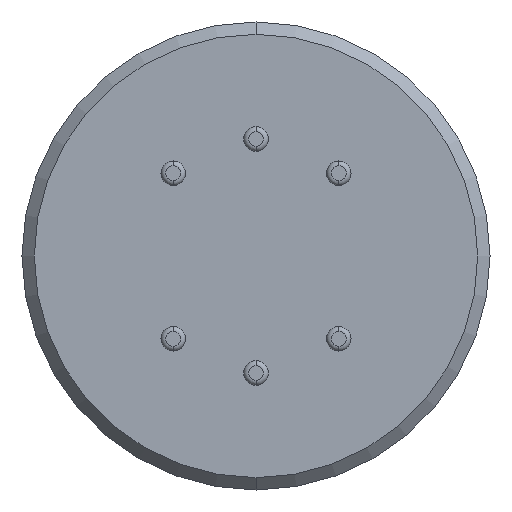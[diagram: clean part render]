
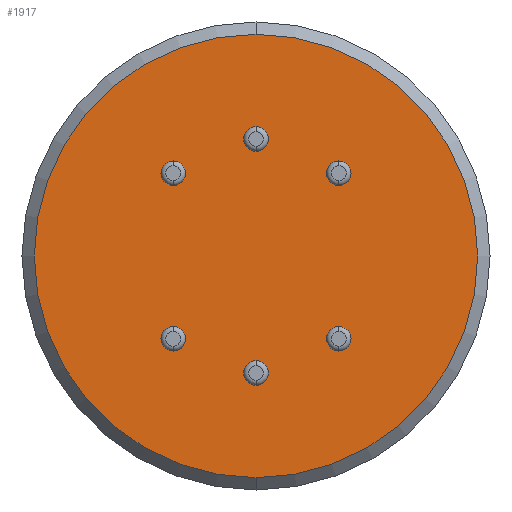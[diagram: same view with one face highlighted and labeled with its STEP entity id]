
A CAD part, front view. The second image highlights one B-rep face of the part: STEP entity #1917.
In plain terms, the highlighted planar face has unit normal (0, -1, 0).
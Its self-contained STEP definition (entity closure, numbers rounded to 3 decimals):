
#26 = CARTESIAN_POINT ( 'NONE',  ( 0., 0., -4.75 ) ) ;
#47 = CARTESIAN_POINT ( 'NONE',  ( -3.359, 0., 3.859 ) ) ;
#62 = CIRCLE ( 'NONE', #1361, 0.5 ) ;
#71 = CIRCLE ( 'NONE', #724, 0.5 ) ;
#83 = EDGE_CURVE ( 'NONE', #1238, #312, #1078, .T. ) ;
#94 = VERTEX_POINT ( 'NONE', #189 ) ;
#111 = CARTESIAN_POINT ( 'NONE',  ( 0., 0., -5.25 ) ) ;
#122 = FACE_BOUND ( 'NONE', #965, .T. ) ;
#127 = CIRCLE ( 'NONE', #1806, 0.5 ) ;
#179 = CARTESIAN_POINT ( 'NONE',  ( 3.359, 0., -3.359 ) ) ;
#185 = DIRECTION ( 'NONE',  ( 0., -1., 0. ) ) ;
#189 = CARTESIAN_POINT ( 'NONE',  ( 3.359, 0., 3.859 ) ) ;
#217 = CIRCLE ( 'NONE', #1548, 0.5 ) ;
#223 = ORIENTED_EDGE ( 'NONE', *, *, #514, .T. ) ;
#230 = DIRECTION ( 'NONE',  ( 0., -1., 0. ) ) ;
#245 = DIRECTION ( 'NONE',  ( 0., 0., 1. ) ) ;
#248 = VERTEX_POINT ( 'NONE', #1888 ) ;
#255 = AXIS2_PLACEMENT_3D ( 'NONE', #266, #734, #245 ) ;
#257 = CARTESIAN_POINT ( 'NONE',  ( -3.359, 0., -3.359 ) ) ;
#258 = DIRECTION ( 'NONE',  ( 0., 0., 1. ) ) ;
#266 = CARTESIAN_POINT ( 'NONE',  ( 0., 0., 0. ) ) ;
#294 = DIRECTION ( 'NONE',  ( 0., 0., 1. ) ) ;
#297 = ORIENTED_EDGE ( 'NONE', *, *, #83, .F. ) ;
#300 = EDGE_CURVE ( 'NONE', #1570, #248, #345, .T. ) ;
#305 = FACE_BOUND ( 'NONE', #1313, .T. ) ;
#312 = VERTEX_POINT ( 'NONE', #47 ) ;
#345 = CIRCLE ( 'NONE', #829, 0.5 ) ;
#349 = CIRCLE ( 'NONE', #531, 0.5 ) ;
#354 = ORIENTED_EDGE ( 'NONE', *, *, #1251, .T. ) ;
#359 = EDGE_LOOP ( 'NONE', ( #445, #1722 ) ) ;
#362 = CARTESIAN_POINT ( 'NONE',  ( 0., 0., -4.75 ) ) ;
#382 = CARTESIAN_POINT ( 'NONE',  ( 0., 0., -9. ) ) ;
#391 = EDGE_LOOP ( 'NONE', ( #354, #223 ) ) ;
#392 = EDGE_CURVE ( 'NONE', #463, #1584, #1296, .T. ) ;
#445 = ORIENTED_EDGE ( 'NONE', *, *, #828, .T. ) ;
#463 = VERTEX_POINT ( 'NONE', #801 ) ;
#503 = DIRECTION ( 'NONE',  ( 0., -1., 0. ) ) ;
#511 = ORIENTED_EDGE ( 'NONE', *, *, #300, .F. ) ;
#514 = EDGE_CURVE ( 'NONE', #1501, #1043, #1326, .T. ) ;
#531 = AXIS2_PLACEMENT_3D ( 'NONE', #257, #557, #1126 ) ;
#532 = DIRECTION ( 'NONE',  ( 0., -1., 0. ) ) ;
#535 = VERTEX_POINT ( 'NONE', #1730 ) ;
#557 = DIRECTION ( 'NONE',  ( 0., 1., 0. ) ) ;
#559 = CIRCLE ( 'NONE', #1451, 9. ) ;
#561 = ORIENTED_EDGE ( 'NONE', *, *, #1044, .F. ) ;
#569 = CARTESIAN_POINT ( 'NONE',  ( 3.359, 0., -3.859 ) ) ;
#580 = CARTESIAN_POINT ( 'NONE',  ( 0., 0., 4.25 ) ) ;
#591 = CARTESIAN_POINT ( 'NONE',  ( -3.359, 0., -3.859 ) ) ;
#592 = AXIS2_PLACEMENT_3D ( 'NONE', #179, #1355, #1665 ) ;
#610 = EDGE_LOOP ( 'NONE', ( #891, #1128 ) ) ;
#626 = DIRECTION ( 'NONE',  ( 0., 0., 1. ) ) ;
#642 = EDGE_CURVE ( 'NONE', #1584, #463, #62, .T. ) ;
#658 = CARTESIAN_POINT ( 'NONE',  ( 3.359, 0., 3.359 ) ) ;
#661 = DIRECTION ( 'NONE',  ( 0., -1., 0. ) ) ;
#666 = DIRECTION ( 'NONE',  ( 0., 0., 1. ) ) ;
#718 = AXIS2_PLACEMENT_3D ( 'NONE', #26, #1776, #294 ) ;
#724 = AXIS2_PLACEMENT_3D ( 'NONE', #868, #1439, #258 ) ;
#726 = FACE_BOUND ( 'NONE', #746, .T. ) ;
#729 = EDGE_CURVE ( 'NONE', #312, #1238, #217, .T. ) ;
#734 = DIRECTION ( 'NONE',  ( 0., -1., 0. ) ) ;
#737 = EDGE_CURVE ( 'NONE', #1180, #1790, #559, .T. ) ;
#741 = AXIS2_PLACEMENT_3D ( 'NONE', #362, #1239, #1857 ) ;
#746 = EDGE_LOOP ( 'NONE', ( #991, #297 ) ) ;
#786 = DIRECTION ( 'NONE',  ( 0., 0., 1. ) ) ;
#793 = CARTESIAN_POINT ( 'NONE',  ( -3.359, 0., 3.359 ) ) ;
#794 = EDGE_CURVE ( 'NONE', #248, #1570, #1052, .T. ) ;
#801 = CARTESIAN_POINT ( 'NONE',  ( 3.359, 0., -2.859 ) ) ;
#817 = DIRECTION ( 'NONE',  ( 0., 0., 1. ) ) ;
#824 = CARTESIAN_POINT ( 'NONE',  ( 0., 0., 0. ) ) ;
#828 = EDGE_CURVE ( 'NONE', #535, #1532, #349, .T. ) ;
#829 = AXIS2_PLACEMENT_3D ( 'NONE', #1771, #185, #626 ) ;
#837 = ORIENTED_EDGE ( 'NONE', *, *, #1685, .F. ) ;
#868 = CARTESIAN_POINT ( 'NONE',  ( -3.359, 0., -3.359 ) ) ;
#890 = FACE_BOUND ( 'NONE', #610, .T. ) ;
#891 = ORIENTED_EDGE ( 'NONE', *, *, #392, .T. ) ;
#892 = CARTESIAN_POINT ( 'NONE',  ( 3.359, 0., -3.359 ) ) ;
#909 = CIRCLE ( 'NONE', #1216, 0.5 ) ;
#943 = CARTESIAN_POINT ( 'NONE',  ( 0., 0., -4.25 ) ) ;
#951 = DIRECTION ( 'NONE',  ( 0., 0., 1. ) ) ;
#965 = EDGE_LOOP ( 'NONE', ( #1725, #511 ) ) ;
#969 = CARTESIAN_POINT ( 'NONE',  ( 3.359, 0., 2.859 ) ) ;
#991 = ORIENTED_EDGE ( 'NONE', *, *, #729, .F. ) ;
#1032 = DIRECTION ( 'NONE',  ( 0., 0., 1. ) ) ;
#1043 = VERTEX_POINT ( 'NONE', #943 ) ;
#1044 = EDGE_CURVE ( 'NONE', #94, #1149, #127, .T. ) ;
#1050 = DIRECTION ( 'NONE',  ( 0., 0., 1. ) ) ;
#1052 = CIRCLE ( 'NONE', #1645, 0.5 ) ;
#1078 = CIRCLE ( 'NONE', #1798, 0.5 ) ;
#1123 = ORIENTED_EDGE ( 'NONE', *, *, #1604, .T. ) ;
#1126 = DIRECTION ( 'NONE',  ( 0., 0., 1. ) ) ;
#1128 = ORIENTED_EDGE ( 'NONE', *, *, #642, .T. ) ;
#1149 = VERTEX_POINT ( 'NONE', #969 ) ;
#1180 = VERTEX_POINT ( 'NONE', #382 ) ;
#1183 = CIRCLE ( 'NONE', #255, 9. ) ;
#1187 = FACE_OUTER_BOUND ( 'NONE', #1896, .T. ) ;
#1216 = AXIS2_PLACEMENT_3D ( 'NONE', #1444, #1606, #1032 ) ;
#1238 = VERTEX_POINT ( 'NONE', #1686 ) ;
#1239 = DIRECTION ( 'NONE',  ( 0., 1., 0. ) ) ;
#1251 = EDGE_CURVE ( 'NONE', #1043, #1501, #1552, .T. ) ;
#1296 = CIRCLE ( 'NONE', #592, 0.5 ) ;
#1303 = CARTESIAN_POINT ( 'NONE',  ( 0., 0., 0. ) ) ;
#1313 = EDGE_LOOP ( 'NONE', ( #561, #837 ) ) ;
#1326 = CIRCLE ( 'NONE', #741, 0.5 ) ;
#1341 = CARTESIAN_POINT ( 'NONE',  ( 0., 0., 9. ) ) ;
#1355 = DIRECTION ( 'NONE',  ( 0., 1., 0. ) ) ;
#1361 = AXIS2_PLACEMENT_3D ( 'NONE', #892, #1481, #1520 ) ;
#1409 = CARTESIAN_POINT ( 'NONE',  ( -3.359, 0., 3.359 ) ) ;
#1439 = DIRECTION ( 'NONE',  ( 0., 1., 0. ) ) ;
#1444 = CARTESIAN_POINT ( 'NONE',  ( 3.359, 0., 3.359 ) ) ;
#1451 = AXIS2_PLACEMENT_3D ( 'NONE', #824, #532, #817 ) ;
#1456 = FACE_BOUND ( 'NONE', #391, .T. ) ;
#1481 = DIRECTION ( 'NONE',  ( 0., 1., 0. ) ) ;
#1501 = VERTEX_POINT ( 'NONE', #111 ) ;
#1510 = EDGE_CURVE ( 'NONE', #1532, #535, #71, .T. ) ;
#1520 = DIRECTION ( 'NONE',  ( 0., 0., 1. ) ) ;
#1523 = ORIENTED_EDGE ( 'NONE', *, *, #737, .T. ) ;
#1531 = DIRECTION ( 'NONE',  ( 0., 0., 1. ) ) ;
#1532 = VERTEX_POINT ( 'NONE', #591 ) ;
#1548 = AXIS2_PLACEMENT_3D ( 'NONE', #1409, #661, #951 ) ;
#1552 = CIRCLE ( 'NONE', #718, 0.5 ) ;
#1557 = CARTESIAN_POINT ( 'NONE',  ( 0., 0., 4.75 ) ) ;
#1570 = VERTEX_POINT ( 'NONE', #580 ) ;
#1584 = VERTEX_POINT ( 'NONE', #569 ) ;
#1604 = EDGE_CURVE ( 'NONE', #1790, #1180, #1183, .T. ) ;
#1606 = DIRECTION ( 'NONE',  ( 0., -1., 0. ) ) ;
#1645 = AXIS2_PLACEMENT_3D ( 'NONE', #1557, #230, #1531 ) ;
#1665 = DIRECTION ( 'NONE',  ( 0., 0., 1. ) ) ;
#1685 = EDGE_CURVE ( 'NONE', #1149, #94, #909, .T. ) ;
#1686 = CARTESIAN_POINT ( 'NONE',  ( -3.359, 0., 2.859 ) ) ;
#1722 = ORIENTED_EDGE ( 'NONE', *, *, #1510, .T. ) ;
#1725 = ORIENTED_EDGE ( 'NONE', *, *, #794, .F. ) ;
#1730 = CARTESIAN_POINT ( 'NONE',  ( -3.359, 0., -2.859 ) ) ;
#1771 = CARTESIAN_POINT ( 'NONE',  ( 0., 0., 4.75 ) ) ;
#1776 = DIRECTION ( 'NONE',  ( 0., 1., 0. ) ) ;
#1786 = AXIS2_PLACEMENT_3D ( 'NONE', #1303, #1906, #1050 ) ;
#1790 = VERTEX_POINT ( 'NONE', #1341 ) ;
#1795 = PLANE ( 'NONE',  #1786 ) ;
#1798 = AXIS2_PLACEMENT_3D ( 'NONE', #793, #503, #786 ) ;
#1806 = AXIS2_PLACEMENT_3D ( 'NONE', #658, #1826, #666 ) ;
#1826 = DIRECTION ( 'NONE',  ( 0., -1., 0. ) ) ;
#1857 = DIRECTION ( 'NONE',  ( 0., 0., 1. ) ) ;
#1888 = CARTESIAN_POINT ( 'NONE',  ( 0., 0., 5.25 ) ) ;
#1896 = EDGE_LOOP ( 'NONE', ( #1123, #1523 ) ) ;
#1906 = DIRECTION ( 'NONE',  ( 0., 1., 0. ) ) ;
#1913 = FACE_BOUND ( 'NONE', #359, .T. ) ;
#1917 = ADVANCED_FACE ( 'NONE', ( #1913, #1456, #890, #305, #122, #726, #1187 ), #1795, .F. ) ;
